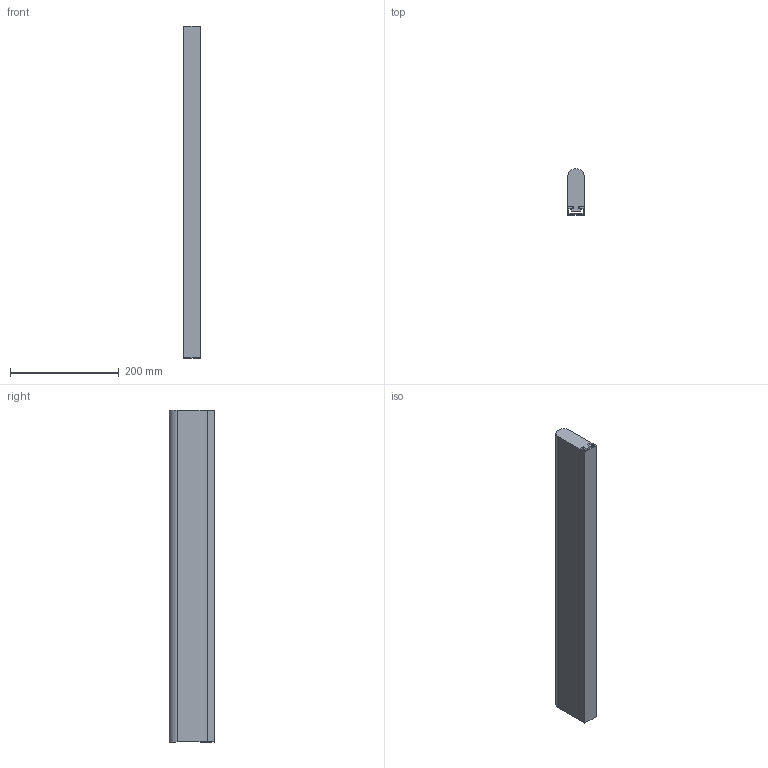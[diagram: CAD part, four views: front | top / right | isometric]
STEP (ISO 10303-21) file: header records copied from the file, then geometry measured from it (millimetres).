
FILE_DESCRIPTION (( 'STEP AP203' ), '1' );
FILE_NAME ('1502-6230_Default.step', '2022-02-03T14:46:05', ( 'Windows User' ), ( '' ), 'SwSTEP 2.0', 'SolidWorks 2021', '' );
FILE_SCHEMA (( 'CONFIG_CONTROL_DESIGN' ));
Length unit declared in the file: inch
Products named in the file (1): 1502-6230_Default
Bounding box: 30 x 84 x 609.6 mm (x, y, z)
Volume: 1378207.5 mm3; surface area: 221783.3 mm2
Topology: 2 solids, 2 shells, 50 faces, 138 edges, 92 vertices
Faces by surface type: plane 35, cylinder 15
Entity records: 1669 total; most frequent: CARTESIAN_POINT 281, ORIENTED_EDGE 276, DIRECTION 270, EDGE_CURVE 138, VECTOR 108, LINE 108, VERTEX_POINT 92, AXIS2_PLACEMENT_3D 81
